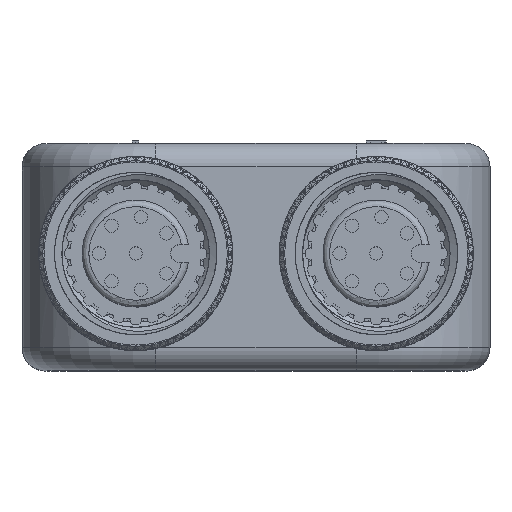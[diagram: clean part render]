
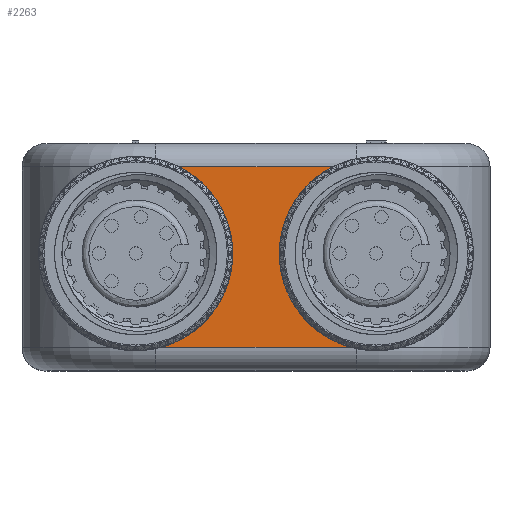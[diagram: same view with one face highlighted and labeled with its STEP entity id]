
A CAD part, top view. The second image highlights one B-rep face of the part: STEP entity #2263.
In plain terms, the highlighted planar face has unit normal (0, 0, 1).
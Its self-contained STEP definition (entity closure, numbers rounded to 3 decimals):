
#486=CARTESIAN_POINT('',(9.,0.,0.));
#487=DIRECTION('',(0.,0.,1.));
#488=DIRECTION('',(-0.234,0.972,0.));
#489=AXIS2_PLACEMENT_3D('',#486,#487,#488);
#491=CARTESIAN_POINT('',(9.,0.,0.));
#492=DIRECTION('',(0.,0.,1.));
#493=DIRECTION('',(-1.,0.,0.));
#494=AXIS2_PLACEMENT_3D('',#491,#492,#493);
#496=DIRECTION('',(-1.,0.,0.));
#497=VECTOR('',#496,15.);
#498=CARTESIAN_POINT('',(7.5,-6.75,0.));
#499=LINE('',#498,#497);
#500=DIRECTION('',(0.,1.,0.));
#501=VECTOR('',#500,0.528);
#502=CARTESIAN_POINT('',(-7.5,-6.75,0.));
#503=LINE('',#502,#501);
#504=CARTESIAN_POINT('',(-9.,0.,0.));
#505=DIRECTION('',(0.,0.,1.));
#506=DIRECTION('',(0.234,-0.972,0.));
#507=AXIS2_PLACEMENT_3D('',#504,#505,#506);
#509=CARTESIAN_POINT('',(-9.,0.,0.));
#510=DIRECTION('',(0.,0.,1.));
#511=DIRECTION('',(1.,0.,0.));
#512=AXIS2_PLACEMENT_3D('',#509,#510,#511);
#514=DIRECTION('',(0.,1.,0.));
#515=VECTOR('',#514,0.528);
#516=CARTESIAN_POINT('',(-7.5,6.222,0.));
#517=LINE('',#516,#515);
#518=DIRECTION('',(1.,0.,0.));
#519=VECTOR('',#518,15.);
#520=CARTESIAN_POINT('',(-7.5,6.75,0.));
#521=LINE('',#520,#519);
#543=DIRECTION('',(0.,1.,0.));
#544=VECTOR('',#543,0.528);
#545=CARTESIAN_POINT('',(7.5,6.222,0.));
#546=LINE('',#545,#544);
#557=DIRECTION('',(0.,1.,0.));
#558=VECTOR('',#557,0.528);
#559=CARTESIAN_POINT('',(7.5,-6.75,0.));
#560=LINE('',#559,#558);
#1364=CARTESIAN_POINT('',(-7.5,6.75,0.));
#1365=VERTEX_POINT('',#1364);
#1368=CARTESIAN_POINT('',(7.5,6.75,0.));
#1369=VERTEX_POINT('',#1368);
#1396=CARTESIAN_POINT('',(7.5,-6.75,0.));
#1397=VERTEX_POINT('',#1396);
#1400=CARTESIAN_POINT('',(-7.5,-6.75,0.));
#1401=VERTEX_POINT('',#1400);
#1628=CARTESIAN_POINT('',(7.5,6.222,0.));
#1629=CARTESIAN_POINT('',(2.6,0.,0.));
#1630=VERTEX_POINT('',#1628);
#1631=VERTEX_POINT('',#1629);
#1632=CARTESIAN_POINT('',(7.5,-6.222,0.));
#1633=VERTEX_POINT('',#1632);
#1634=CARTESIAN_POINT('',(-2.6,0.,0.));
#1635=CARTESIAN_POINT('',(-7.5,6.222,0.));
#1636=VERTEX_POINT('',#1634);
#1637=VERTEX_POINT('',#1635);
#1638=CARTESIAN_POINT('',(-7.5,-6.222,0.));
#1639=VERTEX_POINT('',#1638);
#2240=CARTESIAN_POINT('',(-7.5,-8.5,0.));
#2241=DIRECTION('',(0.,0.,1.));
#2242=DIRECTION('',(1.,0.,0.));
#2243=AXIS2_PLACEMENT_3D('',#2240,#2241,#2242);
#2244=PLANE('',#2243);
#2246=ORIENTED_EDGE('',*,*,#2245,.T.);
#2248=ORIENTED_EDGE('',*,*,#2247,.T.);
#2250=ORIENTED_EDGE('',*,*,#2249,.F.);
#2252=ORIENTED_EDGE('',*,*,#2251,.T.);
#2253=ORIENTED_EDGE('',*,*,#2212,.T.);
#2255=ORIENTED_EDGE('',*,*,#2254,.T.);
#2256=ORIENTED_EDGE('',*,*,#2228,.T.);
#2257=ORIENTED_EDGE('',*,*,#2218,.T.);
#2258=ORIENTED_EDGE('',*,*,#1943,.T.);
#2260=ORIENTED_EDGE('',*,*,#2259,.F.);
#2261=EDGE_LOOP('',(#2246,#2248,#2250,#2252,#2253,#2255,#2256,#2257,#2258,
#2260));
#2262=FACE_OUTER_BOUND('',#2261,.F.);
#2263=ADVANCED_FACE('',(#2262),#2244,.T.);
#490=CIRCLE('',#489,6.4);
#495=CIRCLE('',#494,6.4);
#508=CIRCLE('',#507,6.4);
#513=CIRCLE('',#512,6.4);
#1943=EDGE_CURVE('',#1365,#1369,#521,.T.);
#2212=EDGE_CURVE('',#1401,#1639,#503,.T.);
#2218=EDGE_CURVE('',#1637,#1365,#517,.T.);
#2228=EDGE_CURVE('',#1636,#1637,#513,.T.);
#2245=EDGE_CURVE('',#1630,#1631,#490,.T.);
#2247=EDGE_CURVE('',#1631,#1633,#495,.T.);
#2249=EDGE_CURVE('',#1397,#1633,#560,.T.);
#2251=EDGE_CURVE('',#1397,#1401,#499,.T.);
#2254=EDGE_CURVE('',#1639,#1636,#508,.T.);
#2259=EDGE_CURVE('',#1630,#1369,#546,.T.);
